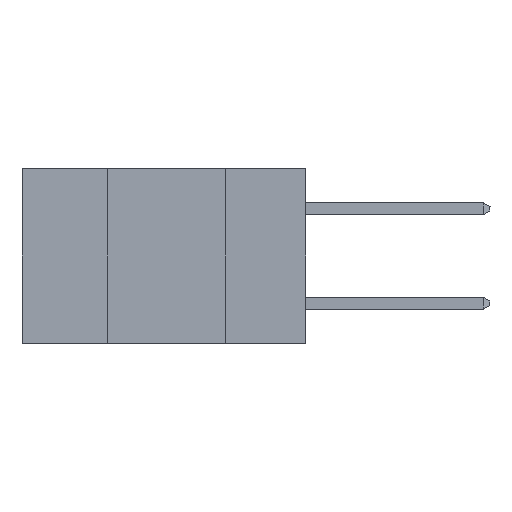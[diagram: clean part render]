
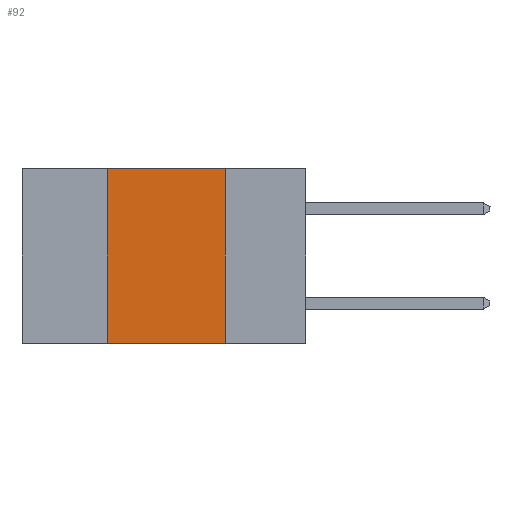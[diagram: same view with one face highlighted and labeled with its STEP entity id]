
A CAD part, left-side view. The second image highlights one B-rep face of the part: STEP entity #92.
In plain terms, the highlighted planar face has unit normal (-1, 0, 0).
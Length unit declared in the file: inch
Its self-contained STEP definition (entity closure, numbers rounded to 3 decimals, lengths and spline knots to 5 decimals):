
#10 = LINE ( 'NONE', #17009, #4071 ) ;
#92 = ADVANCED_FACE ( 'NONE', ( #5624 ), #10977, .F. ) ;
#370 = DIRECTION ( 'NONE',  ( 1., 0., 0. ) ) ;
#571 = CARTESIAN_POINT ( 'NONE',  ( 0., 0.6, 0. ) ) ;
#1736 = CARTESIAN_POINT ( 'NONE',  ( 0., 0.42, 0. ) ) ;
#2527 = EDGE_CURVE ( 'NONE', #14931, #13993, #6737, .T. ) ;
#2607 = EDGE_CURVE ( 'NONE', #13993, #3987, #13168, .T. ) ;
#3554 = DIRECTION ( 'NONE',  ( 0., 0., 1. ) ) ;
#3987 = VERTEX_POINT ( 'NONE', #15701 ) ;
#4071 = VECTOR ( 'NONE', #16864, 39.37008 ) ;
#4577 = CARTESIAN_POINT ( 'NONE',  ( 0., 0.42, -0.37 ) ) ;
#4704 = CARTESIAN_POINT ( 'NONE',  ( 0., 0.17, 0. ) ) ;
#5318 = ORIENTED_EDGE ( 'NONE', *, *, #2607, .F. ) ;
#5624 = FACE_OUTER_BOUND ( 'NONE', #12372, .T. ) ;
#6005 = VECTOR ( 'NONE', #7460, 39.37008 ) ;
#6038 = ORIENTED_EDGE ( 'NONE', *, *, #9158, .F. ) ;
#6737 = LINE ( 'NONE', #15055, #6005 ) ;
#7333 = CARTESIAN_POINT ( 'NONE',  ( 0., 0.17, 0. ) ) ;
#7460 = DIRECTION ( 'NONE',  ( 0., -1., 0. ) ) ;
#7973 = AXIS2_PLACEMENT_3D ( 'NONE', #571, #370, #15728 ) ;
#8446 = ORIENTED_EDGE ( 'NONE', *, *, #19152, .T. ) ;
#9158 = EDGE_CURVE ( 'NONE', #19544, #14931, #19312, .T. ) ;
#10654 = DIRECTION ( 'NONE',  ( 0., 0., -1. ) ) ;
#10977 = PLANE ( 'NONE',  #7973 ) ;
#11147 = VECTOR ( 'NONE', #3554, 39.37008 ) ;
#12372 = EDGE_LOOP ( 'NONE', ( #5318, #16628, #6038, #8446 ) ) ;
#13168 = LINE ( 'NONE', #4704, #14146 ) ;
#13993 = VERTEX_POINT ( 'NONE', #7333 ) ;
#14075 = CARTESIAN_POINT ( 'NONE',  ( 0., 0.42, 0. ) ) ;
#14146 = VECTOR ( 'NONE', #10654, 39.37008 ) ;
#14931 = VERTEX_POINT ( 'NONE', #14075 ) ;
#15055 = CARTESIAN_POINT ( 'NONE',  ( 0., 0.6, 0. ) ) ;
#15701 = CARTESIAN_POINT ( 'NONE',  ( 0., 0.17, -0.37 ) ) ;
#15728 = DIRECTION ( 'NONE',  ( 0., 0., -1. ) ) ;
#16628 = ORIENTED_EDGE ( 'NONE', *, *, #2527, .F. ) ;
#16864 = DIRECTION ( 'NONE',  ( 0., -1., 0. ) ) ;
#17009 = CARTESIAN_POINT ( 'NONE',  ( 0., 0.6, -0.37 ) ) ;
#19152 = EDGE_CURVE ( 'NONE', #19544, #3987, #10, .T. ) ;
#19312 = LINE ( 'NONE', #1736, #11147 ) ;
#19544 = VERTEX_POINT ( 'NONE', #4577 ) ;
